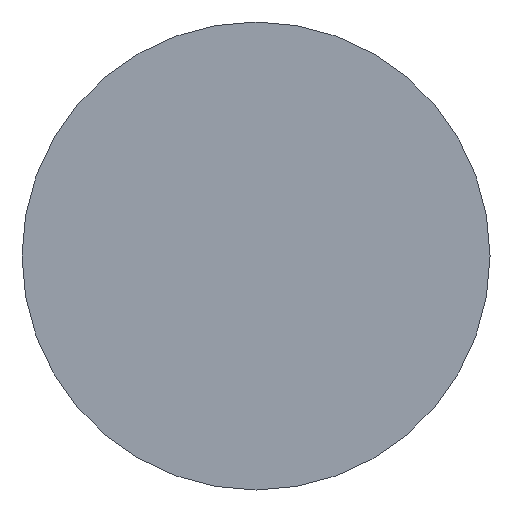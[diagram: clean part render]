
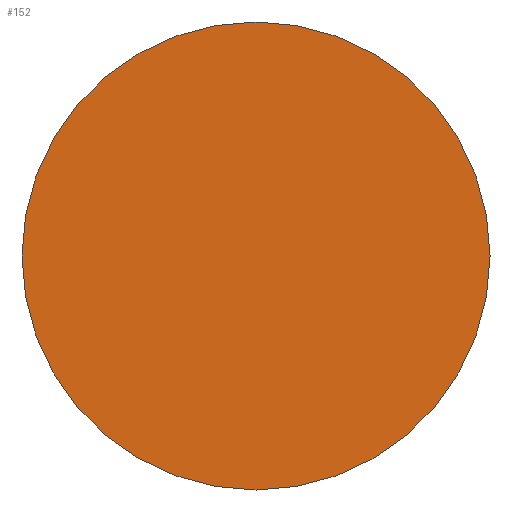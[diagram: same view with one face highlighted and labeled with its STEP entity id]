
A CAD part, front view. The second image highlights one B-rep face of the part: STEP entity #152.
In plain terms, the highlighted planar face has unit normal (0, -1, 0).
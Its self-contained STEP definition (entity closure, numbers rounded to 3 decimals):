
#11 = CARTESIAN_POINT ( 'NONE',  ( -2.5, 5., 0. ) ) ;
#19 = DIRECTION ( 'NONE',  ( 0., 0., -1. ) ) ;
#27 = EDGE_LOOP ( 'NONE', ( #36, #171 ) ) ;
#35 = AXIS2_PLACEMENT_3D ( 'NONE', #93, #174, #19 ) ;
#36 = ORIENTED_EDGE ( 'NONE', *, *, #260, .F. ) ;
#45 = DIRECTION ( 'NONE',  ( 0., 1., 0. ) ) ;
#48 = PLANE ( 'NONE',  #216 ) ;
#62 = CARTESIAN_POINT ( 'NONE',  ( 0., 5., 5. ) ) ;
#93 = CARTESIAN_POINT ( 'NONE',  ( 0., 5., 0. ) ) ;
#98 = DIRECTION ( 'NONE',  ( 0., 0., -1. ) ) ;
#120 = VERTEX_POINT ( 'NONE', #62 ) ;
#134 = CIRCLE ( 'NONE', #262, 5. ) ;
#152 = ADVANCED_FACE ( 'NONE', ( #241 ), #48, .F. ) ;
#171 = ORIENTED_EDGE ( 'NONE', *, *, #183, .F. ) ;
#174 = DIRECTION ( 'NONE',  ( 0., 1., 0. ) ) ;
#176 = CIRCLE ( 'NONE', #35, 5. ) ;
#177 = VERTEX_POINT ( 'NONE', #254 ) ;
#180 = CARTESIAN_POINT ( 'NONE',  ( 0., 5., 0. ) ) ;
#183 = EDGE_CURVE ( 'NONE', #120, #177, #134, .T. ) ;
#205 = DIRECTION ( 'NONE',  ( 0., 1., 0. ) ) ;
#216 = AXIS2_PLACEMENT_3D ( 'NONE', #11, #45, #233 ) ;
#233 = DIRECTION ( 'NONE',  ( 0., 0., 1. ) ) ;
#241 = FACE_OUTER_BOUND ( 'NONE', #27, .T. ) ;
#254 = CARTESIAN_POINT ( 'NONE',  ( 0., 5., -5. ) ) ;
#260 = EDGE_CURVE ( 'NONE', #177, #120, #176, .T. ) ;
#262 = AXIS2_PLACEMENT_3D ( 'NONE', #180, #205, #98 ) ;
